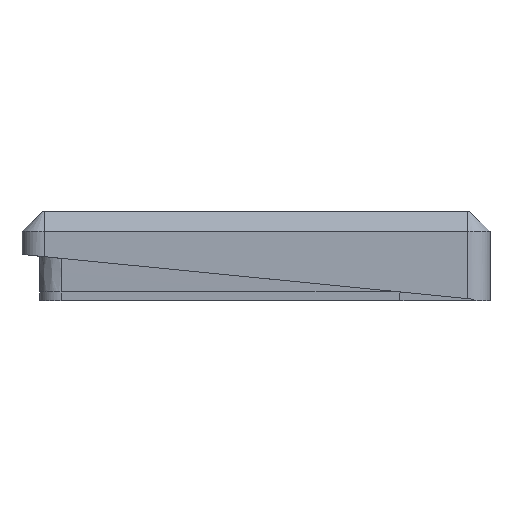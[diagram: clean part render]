
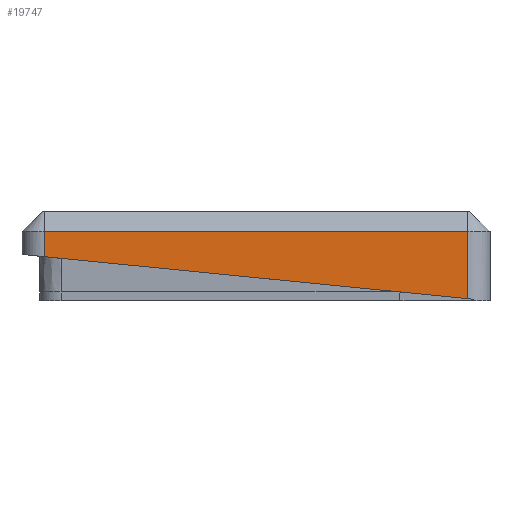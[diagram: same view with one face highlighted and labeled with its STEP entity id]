
A CAD part, left-side view. The second image highlights one B-rep face of the part: STEP entity #19747.
In plain terms, the highlighted planar face has unit normal (-1, 0, 0).
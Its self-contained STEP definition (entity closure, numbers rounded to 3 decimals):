
#1304=PLANE('',#21190);
#2591=FACE_OUTER_BOUND('',#3765,.T.);
#3765=EDGE_LOOP('',(#18314,#18315,#18316,#18317));
#5453=LINE('',#35234,#7223);
#5464=LINE('',#35259,#7234);
#5473=LINE('',#35304,#7243);
#5478=LINE('',#35453,#7248);
#7223=VECTOR('',#25533,10.);
#7234=VECTOR('',#25564,10.);
#7243=VECTOR('',#25599,10.);
#7248=VECTOR('',#25610,10.);
#9851=VERTEX_POINT('',#35230);
#9852=VERTEX_POINT('',#35232);
#9853=VERTEX_POINT('',#35236);
#9859=VERTEX_POINT('',#35302);
#12657=EDGE_CURVE('',#9852,#9851,#5453,.T.);
#12670=EDGE_CURVE('',#9851,#9853,#5464,.T.);
#12682=EDGE_CURVE('',#9852,#9859,#5473,.T.);
#12694=EDGE_CURVE('',#9853,#9859,#5478,.T.);
#18314=ORIENTED_EDGE('',*,*,#12682,.T.);
#18315=ORIENTED_EDGE('',*,*,#12694,.F.);
#18316=ORIENTED_EDGE('',*,*,#12670,.F.);
#18317=ORIENTED_EDGE('',*,*,#12657,.F.);
#19747=ADVANCED_FACE('',(#2591),#1304,.T.);
#21190=AXIS2_PLACEMENT_3D('',#35509,#25664,#25665);
#25533=DIRECTION('',(0.,0.,1.));
#25564=DIRECTION('',(0.,-1.,0.));
#25599=DIRECTION('',(0.,-0.995,-0.099));
#25610=DIRECTION('',(0.,0.,-1.));
#25664=DIRECTION('center_axis',(-1.,0.,0.));
#25665=DIRECTION('ref_axis',(0.,-1.,0.));
#35230=CARTESIAN_POINT('',(14.738,-33.924,9.1));
#35232=CARTESIAN_POINT('',(14.738,-33.924,3.401));
#35234=CARTESIAN_POINT('',(14.738,-33.924,0.));
#35236=CARTESIAN_POINT('',(14.738,-128.787,9.1));
#35259=CARTESIAN_POINT('',(14.738,-52.639,9.1));
#35302=CARTESIAN_POINT('',(14.738,-128.787,-6.004));
#35304=CARTESIAN_POINT('',(14.738,-31.115,3.679));
#35453=CARTESIAN_POINT('',(14.738,-128.787,0.));
#35509=CARTESIAN_POINT('Origin',(14.738,-28.924,0.));
